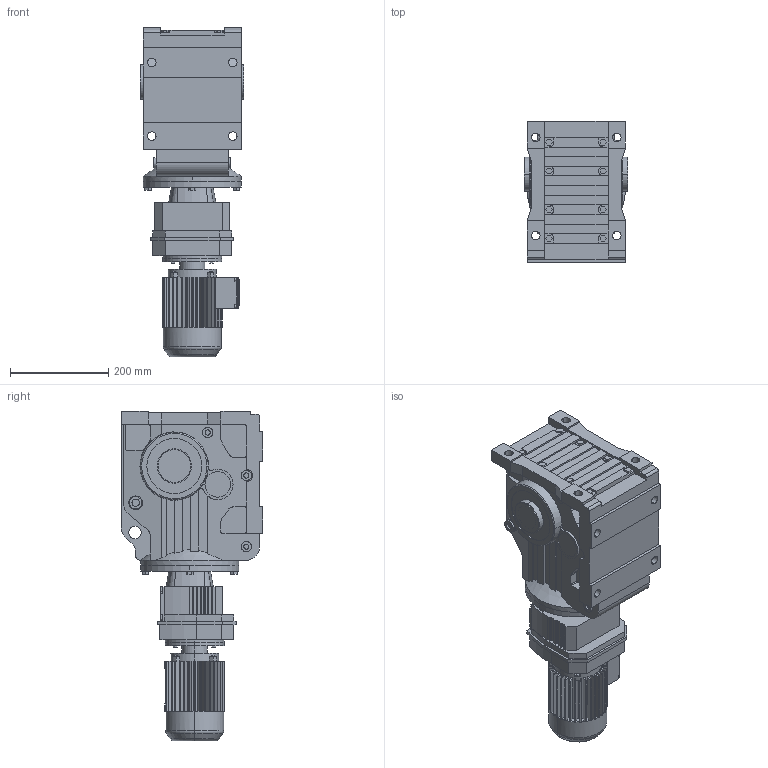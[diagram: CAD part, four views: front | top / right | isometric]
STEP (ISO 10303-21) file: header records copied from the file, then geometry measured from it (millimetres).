
FILE_DESCRIPTION(('Open CASCADE Model'),'2;1');
FILE_NAME('Open CASCADE Shape Model','2019-08-19T16:36:10',('Author'),( 'Open CASCADE'),'Open CASCADE STEP processor 6.3','Open CASCADE 6.3' ,'Unknown');
FILE_SCHEMA(('AUTOMOTIVE_DESIGN_CC2 { 1 2 10303 214 -1 1 5 4 }'));
Length unit declared in the file: millimetre
Products named in the file (5): 1_KCA77BRC37-YS63-A; K37‵157_77.step; 萇儂_120_YS63.step; R_77_37.step; す瑩諾陑粣K_77.step
Assembly tree (4 placements, depth 2):
  1_KCA77BRC37-YS63-A
    K37‵157_77.step
    萇儂_120_YS63.step
    R_77_37.step
    す瑩諾陑粣K_77.step
Bounding box: 211.05 x 288 x 672 mm (x, y, z)
Volume: 17225863.2 mm3; surface area: 972298.7 mm2
Topology: 4 solids, 4 shells, 1158 faces, 3113 edges, 2032 vertices
Faces by surface type: plane 803, cylinder 321, cone 26, torus 8
Entity records: 89190 total; most frequent: CARTESIAN_POINT 30340, DIRECTION 10009, ORIENTED_EDGE 6226, PCURVE 6226, DEFINITIONAL_REPRESENTATION 6226, LINE 5707, VECTOR 5707, EDGE_CURVE 3113
